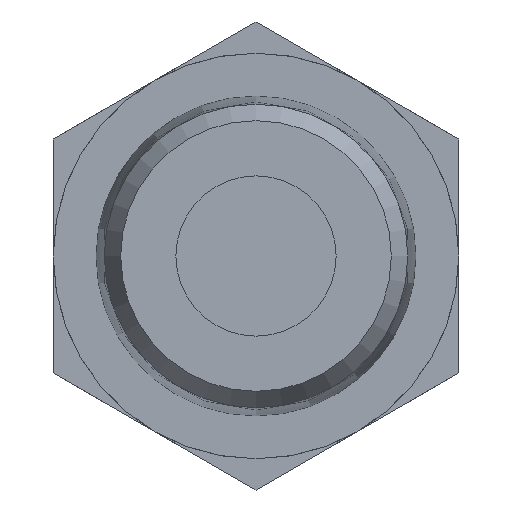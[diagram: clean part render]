
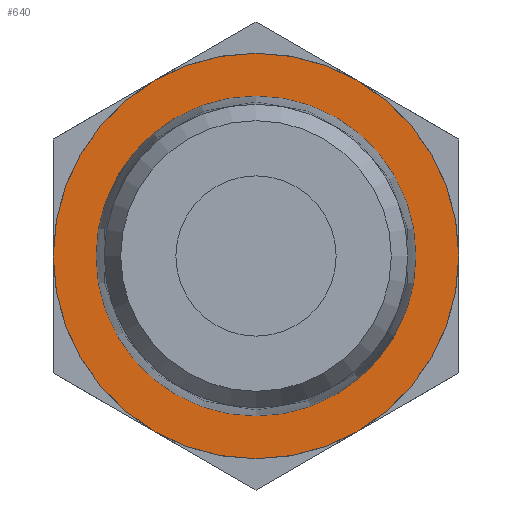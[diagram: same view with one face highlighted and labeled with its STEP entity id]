
A CAD part, front view. The second image highlights one B-rep face of the part: STEP entity #640.
In plain terms, the highlighted planar face has unit normal (0, -1, 0).
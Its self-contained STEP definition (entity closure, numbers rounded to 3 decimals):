
#67=CIRCLE('',#714,10.654);
#68=CIRCLE('',#716,13.5);
#168=ORIENTED_EDGE('',*,*,#311,.F.);
#169=ORIENTED_EDGE('',*,*,#312,.T.);
#311=EDGE_CURVE('',#385,#385,#67,.T.);
#312=EDGE_CURVE('',#386,#386,#68,.T.);
#385=VERTEX_POINT('',#1115);
#386=VERTEX_POINT('',#1118);
#506=EDGE_LOOP('',(#168));
#507=EDGE_LOOP('',(#169));
#561=FACE_BOUND('',#506,.T.);
#562=FACE_BOUND('',#507,.T.);
#599=PLANE('',#715);
#640=ADVANCED_FACE('',(#561,#562),#599,.F.);
#714=AXIS2_PLACEMENT_3D('',#1114,#853,#854);
#715=AXIS2_PLACEMENT_3D('',#1116,#855,#856);
#716=AXIS2_PLACEMENT_3D('',#1117,#857,#858);
#853=DIRECTION('',(0.,-1.,0.));
#854=DIRECTION('',(0.,0.,-1.));
#855=DIRECTION('',(0.,1.,0.));
#856=DIRECTION('',(0.,0.,1.));
#857=DIRECTION('',(0.,-1.,0.));
#858=DIRECTION('',(0.,0.,-1.));
#1114=CARTESIAN_POINT('',(0.,0.,0.));
#1115=CARTESIAN_POINT('',(0.,0.,-10.654));
#1116=CARTESIAN_POINT('',(13.5,0.,0.));
#1117=CARTESIAN_POINT('',(0.,0.,0.));
#1118=CARTESIAN_POINT('',(0.,0.,-13.5));
